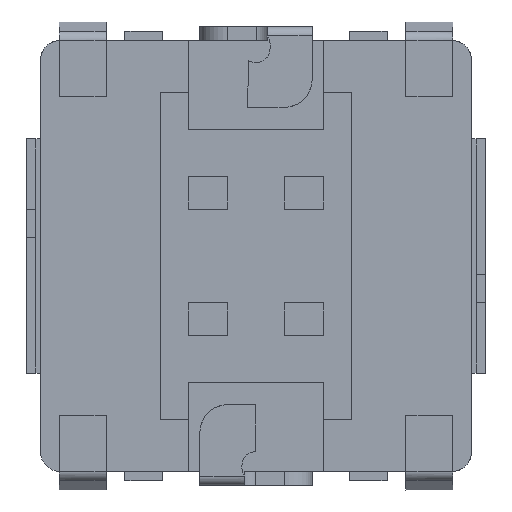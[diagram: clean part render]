
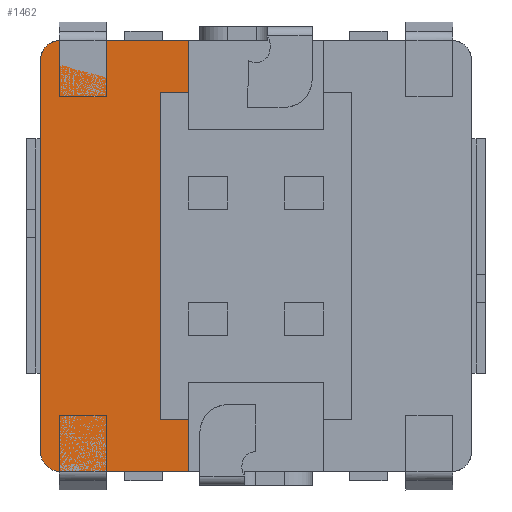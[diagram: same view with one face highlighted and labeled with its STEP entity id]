
A CAD part, front view. The second image highlights one B-rep face of the part: STEP entity #1462.
In plain terms, the highlighted planar face has unit normal (0, -1, 0).
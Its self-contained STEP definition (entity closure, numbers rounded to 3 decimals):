
#55 = VERTEX_POINT ( 'NONE', #5197 ) ;
#154 = VERTEX_POINT ( 'NONE', #3325 ) ;
#219 = EDGE_CURVE ( 'NONE', #674, #154, #6037, .T. ) ;
#239 = CARTESIAN_POINT ( 'NONE',  ( 0.132, 0., 2.3 ) ) ;
#343 = CARTESIAN_POINT ( 'NONE',  ( -1.6, 0., 2.3 ) ) ;
#396 = CARTESIAN_POINT ( 'NONE',  ( 0., 0., 0. ) ) ;
#446 = VERTEX_POINT ( 'NONE', #3032 ) ;
#461 = VERTEX_POINT ( 'NONE', #4544 ) ;
#470 = CARTESIAN_POINT ( 'NONE',  ( -1.767, 0., 2.3 ) ) ;
#488 = ORIENTED_EDGE ( 'NONE', *, *, #5795, .F. ) ;
#516 = DIRECTION ( 'NONE',  ( 0., 1., 0. ) ) ;
#529 = LINE ( 'NONE', #6274, #5637 ) ;
#599 = FACE_OUTER_BOUND ( 'NONE', #3181, .T. ) ;
#674 = VERTEX_POINT ( 'NONE', #1315 ) ;
#989 = ORIENTED_EDGE ( 'NONE', *, *, #6166, .F. ) ;
#991 = DIRECTION ( 'NONE',  ( 0., 0., 1. ) ) ;
#1036 = VECTOR ( 'NONE', #2679, 1000. ) ;
#1104 = EDGE_CURVE ( 'NONE', #3721, #446, #1342, .T. ) ;
#1127 = DIRECTION ( 'NONE',  ( 1., 0., 0. ) ) ;
#1138 = VECTOR ( 'NONE', #2942, 1000. ) ;
#1190 = CARTESIAN_POINT ( 'NONE',  ( -2.1, 0., 2.3 ) ) ;
#1211 = B_SPLINE_CURVE_WITH_KNOTS ( 'NONE', 3,
 ( #4943, #4859, #4791, #4782, #4776, #4769 ),
 .UNSPECIFIED., .F., .F.,
 ( 4, 2, 4 ),
 ( 0., 0.5, 1. ),
 .UNSPECIFIED. ) ;
#1315 = CARTESIAN_POINT ( 'NONE',  ( -1.6, 0., -2.3 ) ) ;
#1342 = LINE ( 'NONE', #6590, #1036 ) ;
#1462 = ADVANCED_FACE ( 'NONE', ( #599 ), #1582, .T. ) ;
#1580 = ORIENTED_EDGE ( 'NONE', *, *, #3058, .T. ) ;
#1582 = PLANE ( 'NONE',  #2208 ) ;
#1587 = LINE ( 'NONE', #239, #1830 ) ;
#1598 = VECTOR ( 'NONE', #991, 1000. ) ;
#1830 = VECTOR ( 'NONE', #4133, 1000. ) ;
#1831 = CARTESIAN_POINT ( 'NONE',  ( -1.6, 0., 2.3 ) ) ;
#1907 = VECTOR ( 'NONE', #1127, 1000. ) ;
#2150 = LINE ( 'NONE', #2317, #1598 ) ;
#2152 = CARTESIAN_POINT ( 'NONE',  ( -2.3, 0., -2.1 ) ) ;
#2198 = EDGE_CURVE ( 'NONE', #3000, #55, #2941, .T. ) ;
#2208 = AXIS2_PLACEMENT_3D ( 'NONE', #396, #3083, #2776 ) ;
#2226 = CARTESIAN_POINT ( 'NONE',  ( -2.45, 0., -1.75 ) ) ;
#2288 = VECTOR ( 'NONE', #5246, 1000. ) ;
#2317 = CARTESIAN_POINT ( 'NONE',  ( -2.3, 0., -2.3 ) ) ;
#2355 = DIRECTION ( 'NONE',  ( 1., 0., 0. ) ) ;
#2402 = CARTESIAN_POINT ( 'NONE',  ( -0.725, 0., 2.3 ) ) ;
#2485 = ORIENTED_EDGE ( 'NONE', *, *, #2198, .F. ) ;
#2539 = EDGE_CURVE ( 'NONE', #3617, #3721, #3298, .T. ) ;
#2679 = DIRECTION ( 'NONE',  ( -1., 0., 0. ) ) ;
#2713 = CARTESIAN_POINT ( 'NONE',  ( -2.3, 0., 2.1 ) ) ;
#2776 = DIRECTION ( 'NONE',  ( -1., 0., 0. ) ) ;
#2803 = ORIENTED_EDGE ( 'NONE', *, *, #2539, .F. ) ;
#2862 = CARTESIAN_POINT ( 'NONE',  ( -2.1, 0., 2.3 ) ) ;
#2907 = EDGE_CURVE ( 'NONE', #3432, #5753, #5132, .T. ) ;
#2941 = LINE ( 'NONE', #2226, #4418 ) ;
#2942 = DIRECTION ( 'NONE',  ( 0., 0., -1. ) ) ;
#2948 = CARTESIAN_POINT ( 'NONE',  ( -0.725, 0., -2.3 ) ) ;
#2982 = ORIENTED_EDGE ( 'NONE', *, *, #4507, .F. ) ;
#3000 = VERTEX_POINT ( 'NONE', #5971 ) ;
#3001 = CARTESIAN_POINT ( 'NONE',  ( -2.1, 0., -2.3 ) ) ;
#3011 = LINE ( 'NONE', #2948, #1138 ) ;
#3032 = CARTESIAN_POINT ( 'NONE',  ( -1.025, 0., 1.75 ) ) ;
#3052 = DIRECTION ( 'NONE',  ( 1., 0., 0. ) ) ;
#3058 = EDGE_CURVE ( 'NONE', #3617, #5753, #1587, .T. ) ;
#3083 = DIRECTION ( 'NONE',  ( 0., -1., 0. ) ) ;
#3088 = EDGE_CURVE ( 'NONE', #674, #461, #3815, .T. ) ;
#3149 = VERTEX_POINT ( 'NONE', #2152 ) ;
#3160 = CARTESIAN_POINT ( 'NONE',  ( -1.933, 0., 2.3 ) ) ;
#3181 = EDGE_LOOP ( 'NONE', ( #6416, #5036, #6460, #488, #3709, #6050, #989, #2485, #2982, #4914, #2803, #1580 ) ) ;
#3298 = LINE ( 'NONE', #4601, #2288 ) ;
#3325 = CARTESIAN_POINT ( 'NONE',  ( -2.1, 0., -2.3 ) ) ;
#3353 = CIRCLE ( 'NONE', #6189, 0.2 ) ;
#3432 = VERTEX_POINT ( 'NONE', #1190 ) ;
#3617 = VERTEX_POINT ( 'NONE', #2402 ) ;
#3709 = ORIENTED_EDGE ( 'NONE', *, *, #219, .F. ) ;
#3721 = VERTEX_POINT ( 'NONE', #3876 ) ;
#3815 = LINE ( 'NONE', #5163, #1907 ) ;
#3876 = CARTESIAN_POINT ( 'NONE',  ( -0.725, 0., 1.75 ) ) ;
#4133 = DIRECTION ( 'NONE',  ( -1., 0., 0. ) ) ;
#4202 = CARTESIAN_POINT ( 'NONE',  ( -1.767, 0., -2.3 ) ) ;
#4418 = VECTOR ( 'NONE', #2355, 1000. ) ;
#4507 = EDGE_CURVE ( 'NONE', #446, #3000, #529, .T. ) ;
#4544 = CARTESIAN_POINT ( 'NONE',  ( -0.725, 0., -2.3 ) ) ;
#4601 = CARTESIAN_POINT ( 'NONE',  ( -0.725, 0., -2.3 ) ) ;
#4690 = VERTEX_POINT ( 'NONE', #2713 ) ;
#4740 = CARTESIAN_POINT ( 'NONE',  ( -2.1, 0., -2.1 ) ) ;
#4769 = CARTESIAN_POINT ( 'NONE',  ( -2.1, 0., 2.3 ) ) ;
#4776 = CARTESIAN_POINT ( 'NONE',  ( -2.152, 0., 2.3 ) ) ;
#4782 = CARTESIAN_POINT ( 'NONE',  ( -2.204, 0., 2.278 ) ) ;
#4791 = CARTESIAN_POINT ( 'NONE',  ( -2.278, 0., 2.204 ) ) ;
#4859 = CARTESIAN_POINT ( 'NONE',  ( -2.3, 0., 2.152 ) ) ;
#4914 = ORIENTED_EDGE ( 'NONE', *, *, #1104, .F. ) ;
#4924 = DIRECTION ( 'NONE',  ( 0., 0., -1. ) ) ;
#4943 = CARTESIAN_POINT ( 'NONE',  ( -2.3, 0., 2.1 ) ) ;
#5036 = ORIENTED_EDGE ( 'NONE', *, *, #6025, .F. ) ;
#5126 = CARTESIAN_POINT ( 'NONE',  ( -1.6, 0., -2.3 ) ) ;
#5132 = B_SPLINE_CURVE_WITH_KNOTS ( 'NONE', 3,
 ( #2862, #3160, #470, #1831 ),
 .UNSPECIFIED., .F., .F.,
 ( 4, 4 ),
 ( 0., 1. ),
 .UNSPECIFIED. ) ;
#5163 = CARTESIAN_POINT ( 'NONE',  ( -2.1, 0., -2.3 ) ) ;
#5197 = CARTESIAN_POINT ( 'NONE',  ( -0.725, 0., -1.75 ) ) ;
#5207 = EDGE_CURVE ( 'NONE', #3149, #4690, #2150, .T. ) ;
#5246 = DIRECTION ( 'NONE',  ( 0., 0., -1. ) ) ;
#5637 = VECTOR ( 'NONE', #4924, 1000. ) ;
#5753 = VERTEX_POINT ( 'NONE', #343 ) ;
#5795 = EDGE_CURVE ( 'NONE', #154, #3149, #3353, .T. ) ;
#5971 = CARTESIAN_POINT ( 'NONE',  ( -1.025, 0., -1.75 ) ) ;
#5979 = CARTESIAN_POINT ( 'NONE',  ( -1.933, 0., -2.3 ) ) ;
#6025 = EDGE_CURVE ( 'NONE', #4690, #3432, #1211, .T. ) ;
#6037 = B_SPLINE_CURVE_WITH_KNOTS ( 'NONE', 3,
 ( #5126, #4202, #5979, #3001 ),
 .UNSPECIFIED., .F., .F.,
 ( 4, 4 ),
 ( 0., 1. ),
 .UNSPECIFIED. ) ;
#6050 = ORIENTED_EDGE ( 'NONE', *, *, #3088, .T. ) ;
#6166 = EDGE_CURVE ( 'NONE', #55, #461, #3011, .T. ) ;
#6189 = AXIS2_PLACEMENT_3D ( 'NONE', #4740, #516, #3052 ) ;
#6274 = CARTESIAN_POINT ( 'NONE',  ( -1.025, 0., -2.3 ) ) ;
#6416 = ORIENTED_EDGE ( 'NONE', *, *, #2907, .F. ) ;
#6460 = ORIENTED_EDGE ( 'NONE', *, *, #5207, .F. ) ;
#6590 = CARTESIAN_POINT ( 'NONE',  ( -2.45, 0., 1.75 ) ) ;
